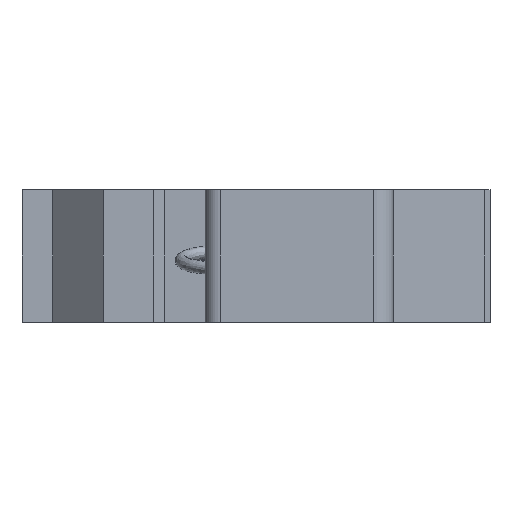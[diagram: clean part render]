
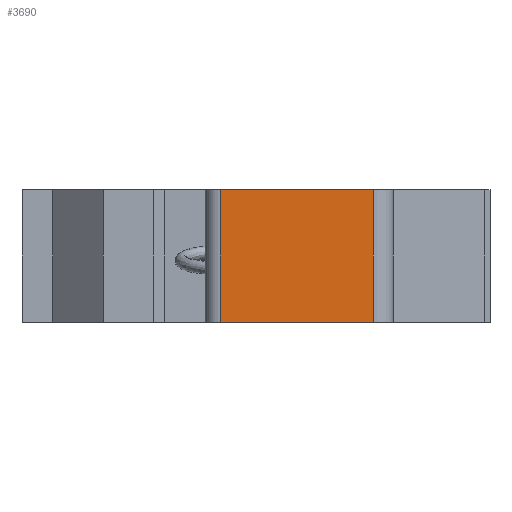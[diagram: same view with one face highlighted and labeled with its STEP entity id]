
A CAD part, front view. The second image highlights one B-rep face of the part: STEP entity #3690.
In plain terms, the highlighted planar face has unit normal (0, -1, 0).
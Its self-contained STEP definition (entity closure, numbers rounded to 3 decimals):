
#254=LINE('',#5440,#526);
#279=LINE('',#5496,#551);
#280=LINE('',#5498,#552);
#281=LINE('',#5500,#553);
#526=VECTOR('',#4459,1000.);
#551=VECTOR('',#4508,1000.);
#552=VECTOR('',#4511,1000.);
#553=VECTOR('',#4512,1000.);
#685=PLANE('',#3904);
#1237=ORIENTED_EDGE('',*,*,#1767,.F.);
#1238=ORIENTED_EDGE('',*,*,#1795,.F.);
#1239=ORIENTED_EDGE('',*,*,#1796,.T.);
#1240=ORIENTED_EDGE('',*,*,#1797,.T.);
#1767=EDGE_CURVE('',#2076,#2077,#254,.T.);
#1795=EDGE_CURVE('',#2095,#2076,#279,.T.);
#1796=EDGE_CURVE('',#2095,#2096,#280,.T.);
#1797=EDGE_CURVE('',#2096,#2077,#281,.T.);
#2076=VERTEX_POINT('',#5439);
#2077=VERTEX_POINT('',#5441);
#2095=VERTEX_POINT('',#5495);
#2096=VERTEX_POINT('',#5499);
#2349=EDGE_LOOP('',(#1237,#1238,#1239,#1240));
#2511=FACE_BOUND('',#2349,.T.);
#3690=ADVANCED_FACE('',(#2511),#685,.T.);
#3904=AXIS2_PLACEMENT_3D('',#5497,#4509,#4510);
#4459=DIRECTION('',(-1.,0.,0.));
#4508=DIRECTION('',(0.,0.,-1.));
#4509=DIRECTION('',(0.,-1.,0.));
#4510=DIRECTION('',(0.,0.,-1.));
#4511=DIRECTION('',(-1.,0.,0.));
#4512=DIRECTION('',(0.,0.,-1.));
#5439=CARTESIAN_POINT('',(11.5,-21.,0.));
#5440=CARTESIAN_POINT('',(11.5,-21.,0.));
#5441=CARTESIAN_POINT('',(-3.5,-21.,0.));
#5495=CARTESIAN_POINT('',(11.5,-21.,13.));
#5496=CARTESIAN_POINT('',(11.5,-21.,13.));
#5497=CARTESIAN_POINT('',(11.5,-21.,13.));
#5498=CARTESIAN_POINT('',(11.5,-21.,13.));
#5499=CARTESIAN_POINT('',(-3.5,-21.,13.));
#5500=CARTESIAN_POINT('',(-3.5,-21.,13.));
